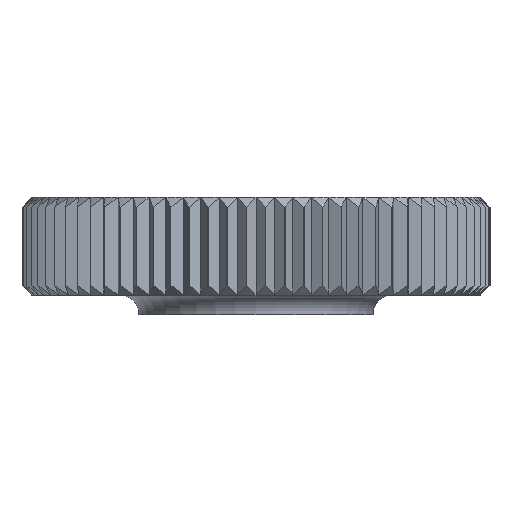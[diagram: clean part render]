
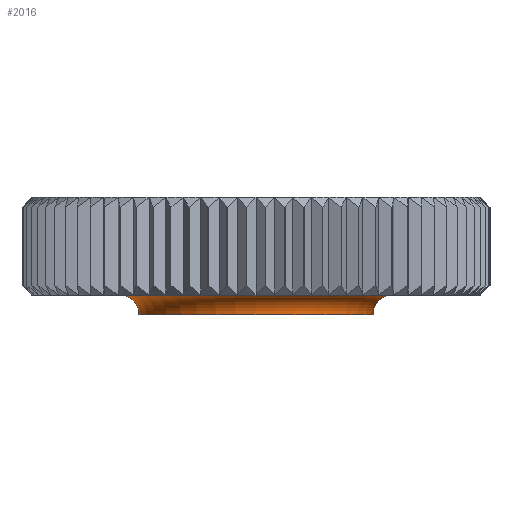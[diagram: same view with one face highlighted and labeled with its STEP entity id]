
A CAD part, front view. The second image highlights one B-rep face of the part: STEP entity #2016.
In plain terms, the highlighted toroidal (fillet/blend) face has major radius 3.5 mm and minor radius 0.5 mm.
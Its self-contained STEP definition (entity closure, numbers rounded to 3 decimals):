
#1818=VERTEX_POINT('',#5277);
#1912=VERTEX_POINT('',#5379);
#2016=ADVANCED_FACE('',(#5494),#5495,.F.);
#2858=VERTEX_POINT('',#6433);
#3080=VERTEX_POINT('',#6683);
#3810=EDGE_CURVE('',#1818,#3080,#7493,.T.);
#4072=EDGE_CURVE('',#1912,#2858,#7784,.T.);
#4100=EDGE_CURVE('',#3080,#2858,#7816,.T.);
#4888=EDGE_CURVE('',#1912,#1818,#8699,.T.);
#5277=CARTESIAN_POINT('',(3.,0.,0.));
#5379=CARTESIAN_POINT('',(3.5,0.,0.5));
#5494=FACE_OUTER_BOUND('',#9573,.T.);
#5495=TOROIDAL_SURFACE('',#9574,3.5,0.5);
#6433=CARTESIAN_POINT('',(-3.5,0.,0.5));
#6683=CARTESIAN_POINT('',(-3.,0.,0.));
#7493=CIRCLE('',#13668,3.);
#7784=CIRCLE('',#14233,3.5);
#7816=CIRCLE('',#14291,0.5);
#8699=CIRCLE('',#16068,0.5);
#9573=EDGE_LOOP('',(#17013,#17014,#17015,#17016));
#9574=AXIS2_PLACEMENT_3D('',#17017,#17018,#17019);
#13668=AXIS2_PLACEMENT_3D('',#19213,#19214,#19215);
#14233=AXIS2_PLACEMENT_3D('',#19547,#19548,#19549);
#14291=AXIS2_PLACEMENT_3D('',#19592,#19593,#19594);
#16068=AXIS2_PLACEMENT_3D('',#20705,#20706,#20707);
#17013=ORIENTED_EDGE('',*,*,#4888,.F.);
#17014=ORIENTED_EDGE('',*,*,#4072,.T.);
#17015=ORIENTED_EDGE('',*,*,#4100,.F.);
#17016=ORIENTED_EDGE('',*,*,#3810,.F.);
#17017=CARTESIAN_POINT('',(0.,0.,0.));
#17018=DIRECTION('',(0.0,0.0,-1.0));
#17019=DIRECTION('',(-1.0,0.0,0.0));
#19213=CARTESIAN_POINT('',(0.,0.,0.));
#19214=DIRECTION('',(0.0,0.0,-1.0));
#19215=DIRECTION('',(1.0,0.,0.0));
#19547=CARTESIAN_POINT('',(0.,0.,0.5));
#19548=DIRECTION('',(0.0,0.0,-1.0));
#19549=DIRECTION('',(1.0,0.,0.0));
#19592=CARTESIAN_POINT('',(-3.5,0.,0.));
#19593=DIRECTION('',(0.,-1.0,-0.0));
#19594=DIRECTION('',(-1.0,0.,0.0));
#20705=CARTESIAN_POINT('',(3.5,0.,0.));
#20706=DIRECTION('',(0.,-1.0,-0.0));
#20707=DIRECTION('',(1.0,0.,0.0));
